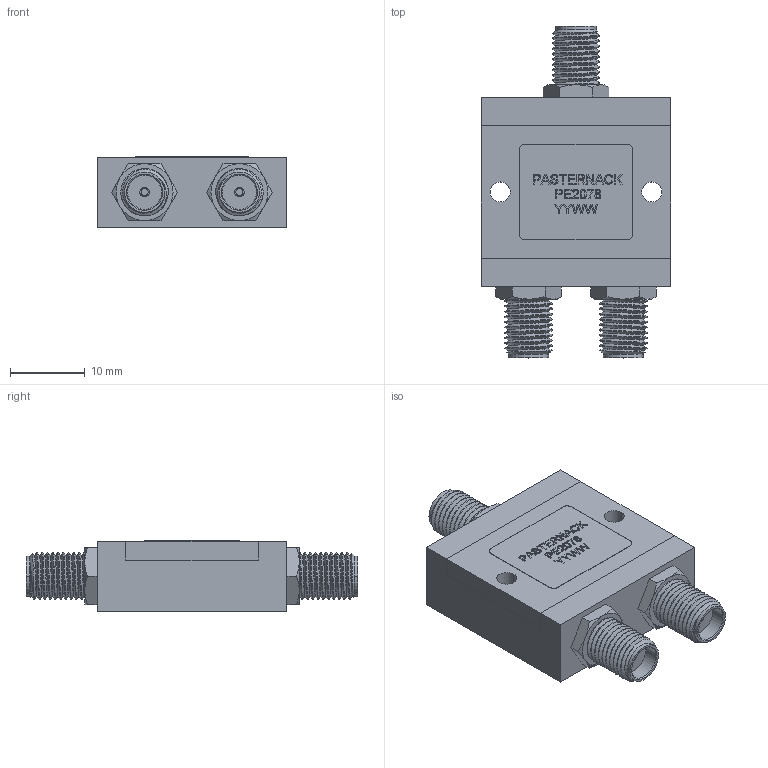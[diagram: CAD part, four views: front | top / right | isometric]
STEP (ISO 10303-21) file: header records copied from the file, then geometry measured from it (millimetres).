
FILE_DESCRIPTION (( 'STEP AP203' ), '1' );
FILE_NAME ('PE2078.step', '2018-07-30T16:49:30', ( '' ), ( '' ), 'SwSTEP 2.0', 'SolidWorks 2017', '' );
FILE_SCHEMA (( 'CONFIG_CONTROL_DESIGN' ));
Length unit declared in the file: inch
Products named in the file (1): PE2078
Bounding box: 25.4 x 44.45 x 9.45 mm (x, y, z)
Volume: 6740 mm3; surface area: 3662.2 mm2
Topology: 4 solids, 4 shells, 473 faces, 1242 edges, 818 vertices
Faces by surface type: plane 239, bspline 109, cylinder 92, cone 33
Entity records: 23826 total; most frequent: CARTESIAN_POINT 13215, ORIENTED_EDGE 2484, DIRECTION 1674, EDGE_CURVE 1242, VERTEX_POINT 818, VECTOR 756, LINE 756, EDGE_LOOP 518
